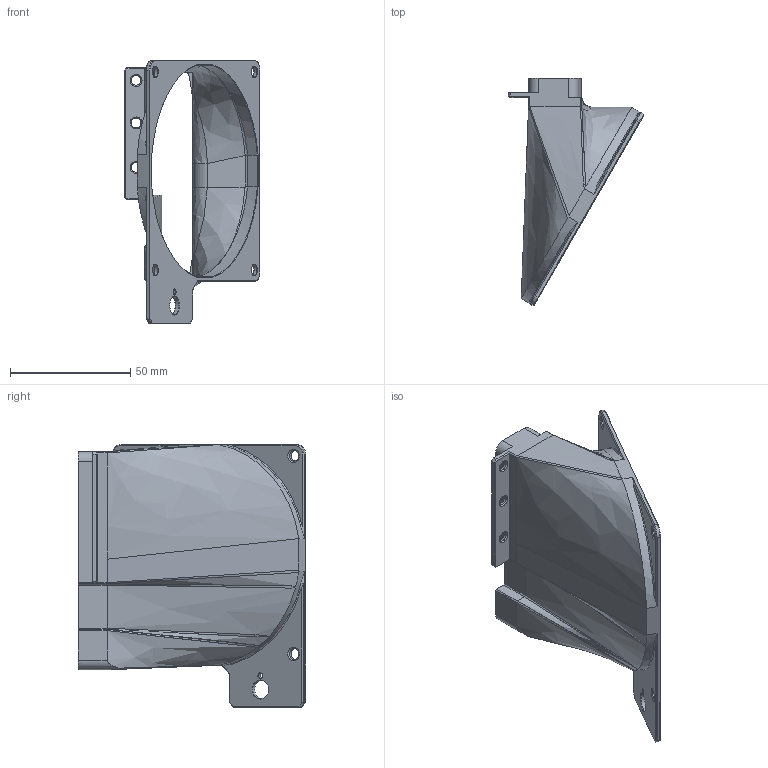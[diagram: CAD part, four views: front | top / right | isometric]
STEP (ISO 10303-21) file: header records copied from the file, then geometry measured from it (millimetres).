
FILE_DESCRIPTION(/* description */ (''),/* implementation_level */ '2;1');
FILE_NAME(/* name */ 'Tesla_P40_Fan_Shroud.step',/* time_stamp */ '2026-02-18T18:47:33+09:00',/* author */ (''),/* organization */ (''),/* preprocessor_version */ 'ST-DEVELOPER v20.1',/* originating_system */ 'Autodesk Translation Framework v14.24.0.0',/* authorisation */ '');
FILE_SCHEMA (('AUTOMOTIVE_DESIGN { 1 0 10303 214 3 1 1 }'));
Length unit declared in the file: millimetre
Products named in the file (1): Tesla_P40_Fan_Shroud
Bounding box: 56.57 x 94.66 x 109.5 mm (x, y, z)
Volume: 34165.8 mm3; surface area: 35333.3 mm2
Topology: 1 solids, 1 shells, 233 faces, 619 edges, 382 vertices
Faces by surface type: plane 105, bspline 54, cone 38, cylinder 36
Full cylindrical faces by diameter (mm): 2 x1, 4 x3, 4.5 x4, 7.6 x1
Entity records: 9443 total; most frequent: CARTESIAN_POINT 4124, ORIENTED_EDGE 1226, DIRECTION 895, EDGE_CURVE 613, VERTEX_POINT 382, LINE 309, VECTOR 309, AXIS2_PLACEMENT_3D 293
